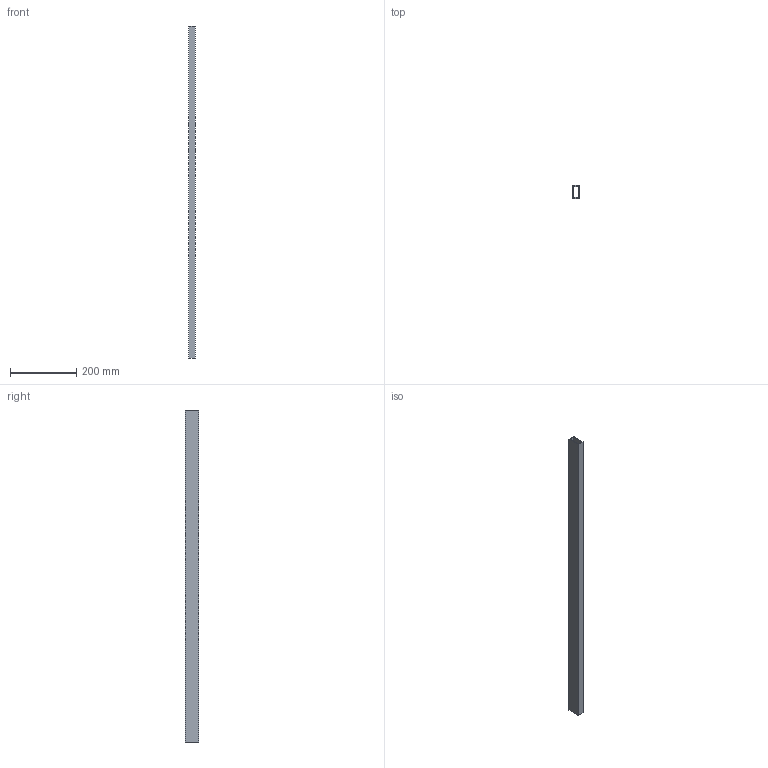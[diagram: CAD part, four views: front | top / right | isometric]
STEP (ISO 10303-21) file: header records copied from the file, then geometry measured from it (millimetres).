
FILE_DESCRIPTION (( 'STEP AP214' ), '1' );
FILE_NAME ('Ñáîðêà6.STEP', '2025-03-28T10:26:50', ( '' ), ( '' ), 'SwSTEP 2.0', 'SolidWorks 2025', '' );
FILE_SCHEMA (( 'AUTOMOTIVE_DESIGN' ));
Length unit declared in the file: millimetre
Products named in the file (2): PR4020S3 Профиль алюминиевый, прямоугольник 40x20x2 (Ан. серебро)_00; Сборка6
Assembly tree (1 placements, depth 2):
  Сборка6
    PR4020S3 Профиль алюминиевый, прямоугольник 40x20x2 (Ан. серебро)_00
Bounding box: 20 x 40 x 1000 mm (x, y, z)
Volume: 324000 mm3; surface area: 216648 mm2
Topology: 1 solids, 1 shells, 10 faces, 24 edges, 16 vertices
Faces by surface type: plane 10
Entity records: 358 total; most frequent: CARTESIAN_POINT 54, DIRECTION 52, ORIENTED_EDGE 48, LINE 24, VECTOR 24, EDGE_CURVE 24, VERTEX_POINT 16, AXIS2_PLACEMENT_3D 14
